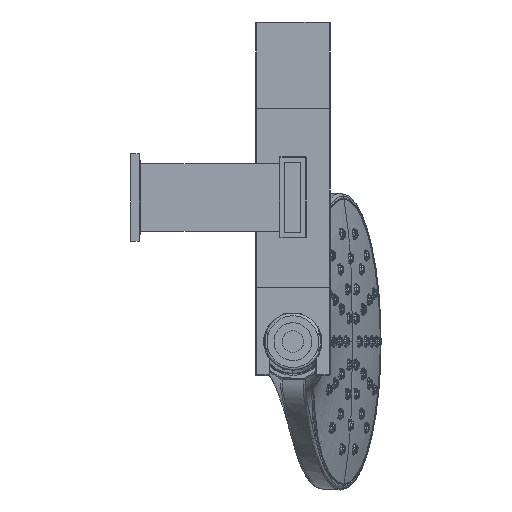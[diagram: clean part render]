
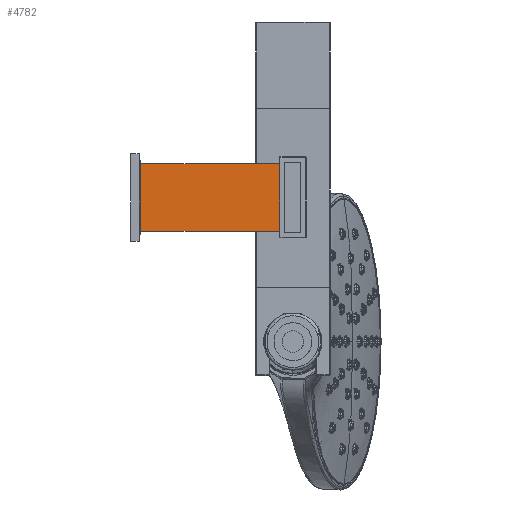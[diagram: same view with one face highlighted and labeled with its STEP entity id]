
A CAD part, front view. The second image highlights one B-rep face of the part: STEP entity #4782.
In plain terms, the highlighted planar face has unit normal (0, -1, 0).
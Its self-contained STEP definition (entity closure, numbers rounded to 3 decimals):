
#1669=DIRECTION('',(-1.,0.,0.));
#1670=VECTOR('',#1669,51.339);
#1671=CARTESIAN_POINT('',(55.,-431.,12.5));
#1672=LINE('',#1671,#1670);
#1676=DIRECTION('',(0.,0.,-1.));
#1677=VECTOR('',#1676,25.);
#1678=CARTESIAN_POINT('',(55.,-431.,12.5));
#1679=LINE('',#1678,#1677);
#1683=DIRECTION('',(-1.,0.,0.));
#1684=VECTOR('',#1683,51.339);
#1685=CARTESIAN_POINT('',(55.,-431.,-12.5));
#1686=LINE('',#1685,#1684);
#1690=DIRECTION('',(-0.174,0.,0.985));
#1691=VECTOR('',#1690,0.254);
#1692=CARTESIAN_POINT('',(3.705,-431.,12.25));
#1693=LINE('',#1692,#1691);
#1753=DIRECTION('',(0.,0.,-1.));
#1754=VECTOR('',#1753,24.5);
#1755=CARTESIAN_POINT('',(3.705,-431.,12.25));
#1756=LINE('',#1755,#1754);
#1774=DIRECTION('',(-0.174,0.,-0.985));
#1775=VECTOR('',#1774,0.254);
#1776=CARTESIAN_POINT('',(3.705,-431.,-12.25));
#1777=LINE('',#1776,#1775);
#2855=CARTESIAN_POINT('',(55.,-431.,12.5));
#2857=VERTEX_POINT('',#2855);
#2860=CARTESIAN_POINT('',(55.,-431.,-12.5));
#2861=VERTEX_POINT('',#2860);
#2882=CARTESIAN_POINT('',(3.661,-431.,12.5));
#2883=VERTEX_POINT('',#2882);
#2886=CARTESIAN_POINT('',(3.661,-431.,-12.5));
#2887=VERTEX_POINT('',#2886);
#2888=CARTESIAN_POINT('',(3.705,-431.,-12.25));
#2889=VERTEX_POINT('',#2888);
#2890=CARTESIAN_POINT('',(3.705,-431.,12.25));
#2891=VERTEX_POINT('',#2890);
#4765=CARTESIAN_POINT('',(0.,-431.,-12.5));
#4766=DIRECTION('',(0.,1.,0.));
#4767=DIRECTION('',(0.,0.,1.));
#4768=AXIS2_PLACEMENT_3D('',#4765,#4766,#4767);
#4769=PLANE('',#4768);
#4770=ORIENTED_EDGE('',*,*,#4336,.T.);
#4772=ORIENTED_EDGE('',*,*,#4771,.T.);
#4774=ORIENTED_EDGE('',*,*,#4773,.F.);
#4776=ORIENTED_EDGE('',*,*,#4775,.F.);
#4778=ORIENTED_EDGE('',*,*,#4777,.T.);
#4779=ORIENTED_EDGE('',*,*,#4756,.F.);
#4780=EDGE_LOOP('',(#4770,#4772,#4774,#4776,#4778,#4779));
#4781=FACE_OUTER_BOUND('',#4780,.F.);
#4782=ADVANCED_FACE('',(#4781),#4769,.F.);
#4336=EDGE_CURVE('',#2857,#2861,#1679,.T.);
#4756=EDGE_CURVE('',#2857,#2883,#1672,.T.);
#4771=EDGE_CURVE('',#2861,#2887,#1686,.T.);
#4773=EDGE_CURVE('',#2889,#2887,#1777,.T.);
#4775=EDGE_CURVE('',#2891,#2889,#1756,.T.);
#4777=EDGE_CURVE('',#2891,#2883,#1693,.T.);
